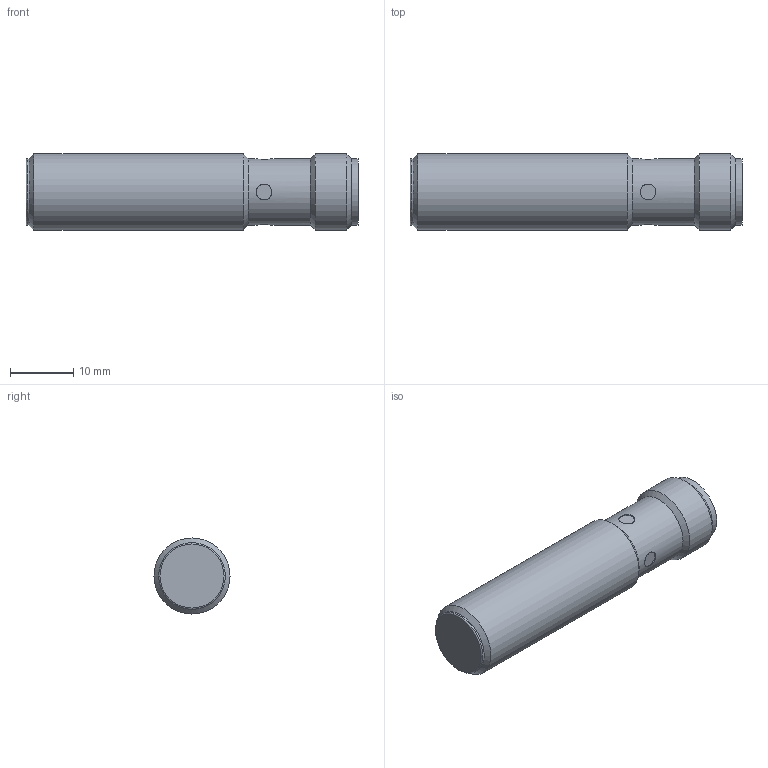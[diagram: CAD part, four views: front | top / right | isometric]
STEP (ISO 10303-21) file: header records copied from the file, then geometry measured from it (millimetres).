
FILE_DESCRIPTION( ( 'Unknown' ), '1' );
FILE_NAME( 'AM6_AN_1H_fig.stp', 'Unknown', ( 'Unknown' ), ( 'Unknown' ), 'PSStep 16.0.42', 'Unknown', ' ' );
FILE_SCHEMA( ( 'AUTOMOTIVE_DESIGN { 1 0 10303 214 1 1 1 1 }' ) );
Length unit declared in the file: millimetre
Products named in the file (4): Assem1
Assembly tree (3 placements, depth 2):
  Assem1
    (unnamed)
    (unnamed)
    (unnamed)
Bounding box: 52.3 x 12 x 12 mm (x, y, z)
Volume: 4357.2 mm3; surface area: 3751.6 mm2
Topology: 3 solids, 3 shells, 77 faces, 193 edges, 124 vertices
Faces by surface type: cylinder 36, plane 26, cone 9, sphere 4, torus 2
Full cylindrical faces by diameter (mm): 1 x4, 2.5 x4, 8.4 x1, 9.6 x1, 9.7 x1, 9.8 x1, 10.5 x3, 12 x2
Entity records: 2598 total; most frequent: CARTESIAN_POINT 478, DIRECTION 372, ORIENTED_EDGE 272, AXIS2_PLACEMENT_3D 160, EDGE_CURVE 136, EDGE_LOOP 116, VERTEX_POINT 104, FACE_OUTER_BOUND 96
